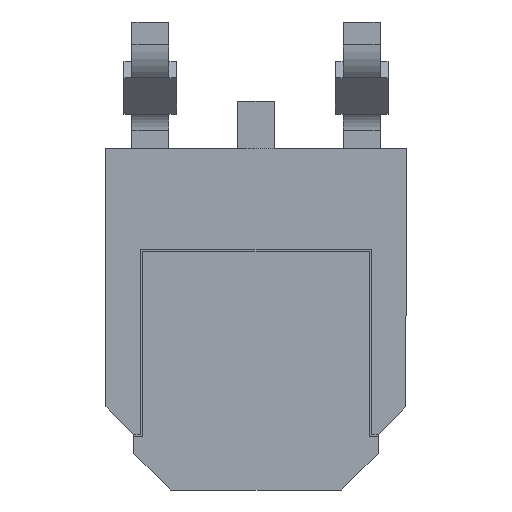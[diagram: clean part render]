
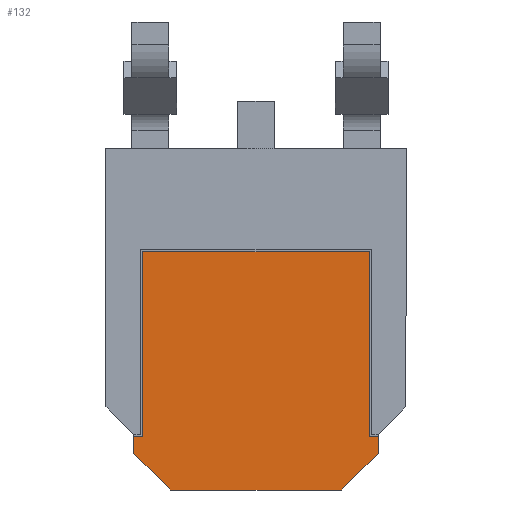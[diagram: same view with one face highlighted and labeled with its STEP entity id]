
A CAD part, front view. The second image highlights one B-rep face of the part: STEP entity #132.
In plain terms, the highlighted planar face has unit normal (0, -1, 0).
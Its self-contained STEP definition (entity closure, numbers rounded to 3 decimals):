
#57 = VERTEX_POINT ( 'NONE', #896 ) ;
#58 = EDGE_CURVE ( 'NONE', #57, #101, #895, .T. ) ;
#81 = EDGE_CURVE ( 'NONE', #82, #95, #945, .T. ) ;
#82 = VERTEX_POINT ( 'NONE', #941 ) ;
#83 = VERTEX_POINT ( 'NONE', #940 ) ;
#84 = ORIENTED_EDGE ( 'NONE', *, *, #85, .T. ) ;
#85 = EDGE_CURVE ( 'NONE', #87, #83, #939, .T. ) ;
#86 = EDGE_CURVE ( 'NONE', #136, #87, #935, .T. ) ;
#87 = VERTEX_POINT ( 'NONE', #930 ) ;
#88 = ORIENTED_EDGE ( 'NONE', *, *, #89, .T. ) ;
#89 = EDGE_CURVE ( 'NONE', #92, #96, #931, .T. ) ;
#90 = ORIENTED_EDGE ( 'NONE', *, *, #91, .T. ) ;
#91 = EDGE_CURVE ( 'NONE', #83, #92, #990, .T. ) ;
#92 = VERTEX_POINT ( 'NONE', #986 ) ;
#93 = ORIENTED_EDGE ( 'NONE', *, *, #81, .F. ) ;
#94 = EDGE_CURVE ( 'NONE', #96, #95, #985, .T. ) ;
#95 = VERTEX_POINT ( 'NONE', #981 ) ;
#96 = VERTEX_POINT ( 'NONE', #980 ) ;
#97 = ORIENTED_EDGE ( 'NONE', *, *, #94, .T. ) ;
#99 = ORIENTED_EDGE ( 'NONE', *, *, #58, .F. ) ;
#100 = EDGE_CURVE ( 'NONE', #101, #82, #979, .T. ) ;
#101 = VERTEX_POINT ( 'NONE', #975 ) ;
#102 = ORIENTED_EDGE ( 'NONE', *, *, #100, .F. ) ;
#132 = ADVANCED_FACE ( 'NONE', ( #1025 ), #1024, .T. ) ;
#133 = EDGE_LOOP ( 'NONE', ( #134, #138, #84, #90, #88, #97, #93, #102, #99, #672 ) ) ;
#134 = ORIENTED_EDGE ( 'NONE', *, *, #135, .F. ) ;
#135 = EDGE_CURVE ( 'NONE', #136, #137, #1084, .T. ) ;
#136 = VERTEX_POINT ( 'NONE', #1080 ) ;
#137 = VERTEX_POINT ( 'NONE', #1079 ) ;
#138 = ORIENTED_EDGE ( 'NONE', *, *, #86, .T. ) ;
#672 = ORIENTED_EDGE ( 'NONE', *, *, #3131, .F. ) ;
#792 = DIRECTION ( 'NONE',  ( 0., 0., -1. ) ) ;
#892 = DIRECTION ( 'NONE',  ( -1., 0., 0. ) ) ;
#893 = VECTOR ( 'NONE', #892, 1000. ) ;
#894 = CARTESIAN_POINT ( 'NONE',  ( -1.85, 0.13, -7.4 ) ) ;
#895 = LINE ( 'NONE', #894, #893 ) ;
#896 = CARTESIAN_POINT ( 'NONE',  ( 1.85, 0.13, -7.4 ) ) ;
#930 = CARTESIAN_POINT ( 'NONE',  ( 2.45, 0.13, -6.25 ) ) ;
#931 = LINE ( 'NONE', #993, #992 ) ;
#932 = DIRECTION ( 'NONE',  ( -1., 0., 0. ) ) ;
#933 = VECTOR ( 'NONE', #932, 1000. ) ;
#934 = CARTESIAN_POINT ( 'NONE',  ( 2.65, 0.13, -6.25 ) ) ;
#935 = LINE ( 'NONE', #934, #933 ) ;
#936 = DIRECTION ( 'NONE',  ( 0., 0., 1. ) ) ;
#937 = VECTOR ( 'NONE', #936, 1000. ) ;
#938 = CARTESIAN_POINT ( 'NONE',  ( 2.45, 0.13, -6.2 ) ) ;
#939 = LINE ( 'NONE', #938, #937 ) ;
#940 = CARTESIAN_POINT ( 'NONE',  ( 2.45, 0.13, -2.24 ) ) ;
#941 = CARTESIAN_POINT ( 'NONE',  ( -2.65, 0.13, -6.6 ) ) ;
#942 = DIRECTION ( 'NONE',  ( 0., 0., 1. ) ) ;
#943 = VECTOR ( 'NONE', #942, 1000. ) ;
#944 = CARTESIAN_POINT ( 'NONE',  ( -2.65, 0.13, -6.2 ) ) ;
#945 = LINE ( 'NONE', #944, #943 ) ;
#975 = CARTESIAN_POINT ( 'NONE',  ( -1.85, 0.13, -7.4 ) ) ;
#976 = DIRECTION ( 'NONE',  ( -0.707, 0., 0.707 ) ) ;
#977 = VECTOR ( 'NONE', #976, 1000. ) ;
#978 = CARTESIAN_POINT ( 'NONE',  ( -2.65, 0.13, -6.6 ) ) ;
#979 = LINE ( 'NONE', #978, #977 ) ;
#980 = CARTESIAN_POINT ( 'NONE',  ( -2.45, 0.13, -6.25 ) ) ;
#981 = CARTESIAN_POINT ( 'NONE',  ( -2.65, 0.13, -6.25 ) ) ;
#982 = DIRECTION ( 'NONE',  ( -1., 0., 0. ) ) ;
#983 = VECTOR ( 'NONE', #982, 1000. ) ;
#984 = CARTESIAN_POINT ( 'NONE',  ( -2.65, 0.13, -6.25 ) ) ;
#985 = LINE ( 'NONE', #984, #983 ) ;
#986 = CARTESIAN_POINT ( 'NONE',  ( -2.45, 0.13, -2.24 ) ) ;
#987 = DIRECTION ( 'NONE',  ( -1., 0., 0. ) ) ;
#988 = VECTOR ( 'NONE', #987, 1000. ) ;
#989 = CARTESIAN_POINT ( 'NONE',  ( -2.5, 0.13, -2.24 ) ) ;
#990 = LINE ( 'NONE', #989, #988 ) ;
#991 = DIRECTION ( 'NONE',  ( 0., 0., -1. ) ) ;
#992 = VECTOR ( 'NONE', #991, 1000. ) ;
#993 = CARTESIAN_POINT ( 'NONE',  ( -2.45, 0.13, -6.2 ) ) ;
#1021 = DIRECTION ( 'NONE',  ( 0., -1., 0. ) ) ;
#1022 = CARTESIAN_POINT ( 'NONE',  ( -3.25, 0.13, 0. ) ) ;
#1023 = AXIS2_PLACEMENT_3D ( 'NONE', #1022, #1021, #792 ) ;
#1024 = PLANE ( 'NONE',  #1023 ) ;
#1025 = FACE_OUTER_BOUND ( 'NONE', #133, .T. ) ;
#1079 = CARTESIAN_POINT ( 'NONE',  ( 2.65, 0.13, -6.6 ) ) ;
#1080 = CARTESIAN_POINT ( 'NONE',  ( 2.65, 0.13, -6.25 ) ) ;
#1081 = DIRECTION ( 'NONE',  ( 0., 0., -1. ) ) ;
#1082 = VECTOR ( 'NONE', #1081, 1000. ) ;
#1083 = CARTESIAN_POINT ( 'NONE',  ( 2.65, 0.13, -6.2 ) ) ;
#1084 = LINE ( 'NONE', #1083, #1082 ) ;
#2829 = DIRECTION ( 'NONE',  ( -0.707, 0., -0.707 ) ) ;
#2830 = VECTOR ( 'NONE', #2829, 1000. ) ;
#2831 = CARTESIAN_POINT ( 'NONE',  ( 1.85, 0.13, -7.4 ) ) ;
#2832 = LINE ( 'NONE', #2831, #2830 ) ;
#3131 = EDGE_CURVE ( 'NONE', #137, #57, #2832, .T. ) ;
